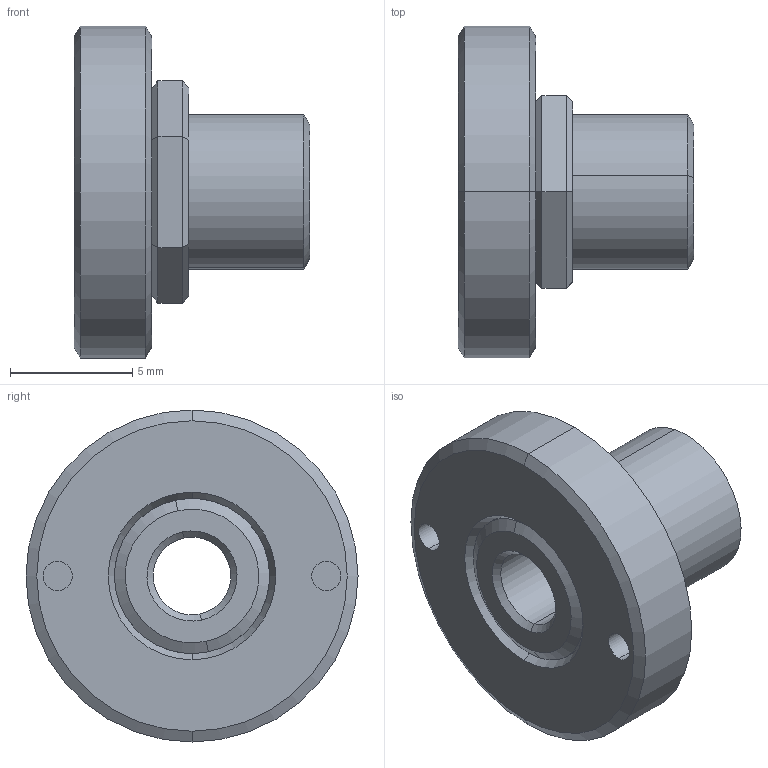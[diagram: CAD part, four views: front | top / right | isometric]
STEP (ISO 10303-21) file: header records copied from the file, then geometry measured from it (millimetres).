
FILE_DESCRIPTION (( 'STEP AP214' ), '1' );
FILE_NAME ('6874-E0W.STEP', '2016-06-06T13:47:09', ( '' ), ( '' ), 'SwSTEP 2.0', 'SolidWorks 2016', '' );
FILE_SCHEMA (( 'AUTOMOTIVE_DESIGN' ));
Length unit declared in the file: inch
Products named in the file (1): 6874-E0W
Bounding box: 9.65 x 13.59 x 13.59 mm (x, y, z)
Volume: 605.1 mm3; surface area: 855.8 mm2
Topology: 3 solids, 3 shells, 66 faces, 136 edges, 80 vertices
Faces by surface type: plane 28, cone 20, cylinder 18
Entity records: 2652 total; most frequent: DIRECTION 326, CARTESIAN_POINT 283, ORIENTED_EDGE 272, EDGE_CURVE 136, AXIS2_PLACEMENT_3D 123, VERTEX_POINT 80, VECTOR 80, LINE 80
